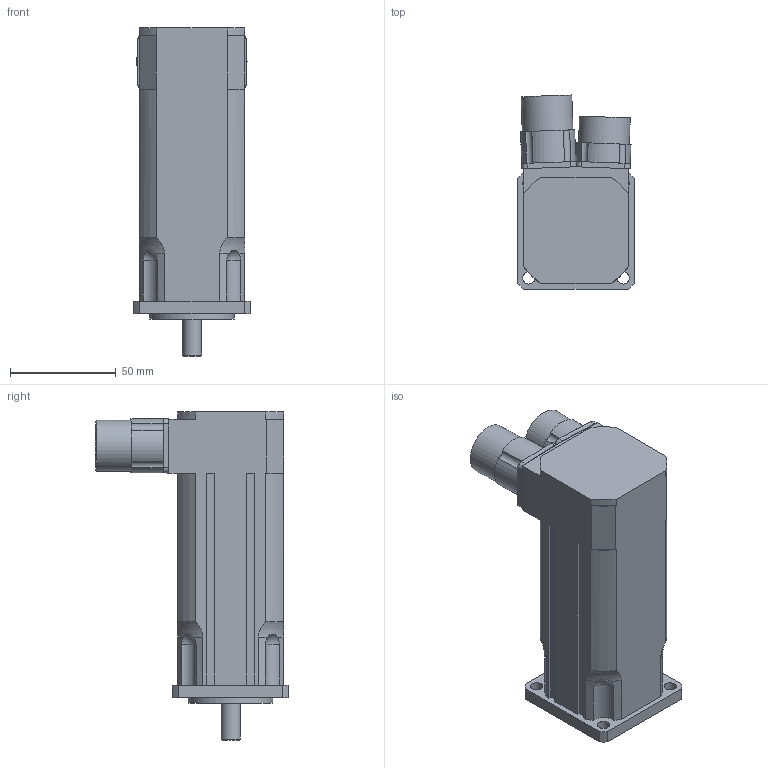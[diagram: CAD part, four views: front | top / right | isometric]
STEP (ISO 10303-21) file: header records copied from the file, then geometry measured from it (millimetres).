
FILE_DESCRIPTION((''),'2;1');
FILE_NAME('H2002 00 B Z_0070.stp','2008-02-22T09:26:37',('oslejsek'),(''),'Autodesk Inventor 10','Autodesk Inventor 10','');
FILE_SCHEMA(('AUTOMOTIVE_DESIGN { 1 0 10303 214 1 1 1 1 }'));
Length unit declared in the file: millimetre
Products named in the file (4): H2002 00 B Z_0070; H2002 00 B_0070; Konektor_rovny_mot; Konektor_rovny_res
Assembly tree (3 placements, depth 2):
  H2002 00 B Z_0070
    H2002 00 B_0070
    Konektor_rovny_mot
    Konektor_rovny_res
Bounding box: 55 x 91.45 x 155 mm (x, y, z)
Volume: 335334.1 mm3; surface area: 44408.6 mm2
Topology: 3 solids, 3 shells, 165 faces, 428 edges, 275 vertices
Faces by surface type: plane 85, cylinder 63, bspline 8, sphere 4, torus 4, cone 1
Full cylindrical faces by diameter (mm): 2.7 x8, 9 x1, 20 x2, 24 x2, 26 x1, 40 x1
Entity records: 5538 total; most frequent: CARTESIAN_POINT 1361, DIRECTION 895, ORIENTED_EDGE 804, EDGE_CURVE 402, AXIS2_PLACEMENT_3D 349, VERTEX_POINT 271, EDGE_LOOP 221, VECTOR 197
